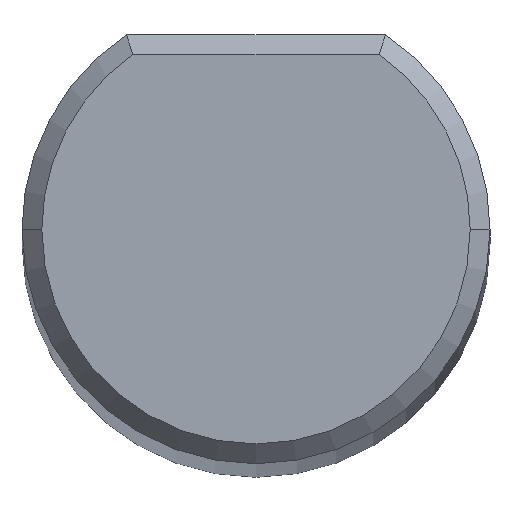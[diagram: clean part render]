
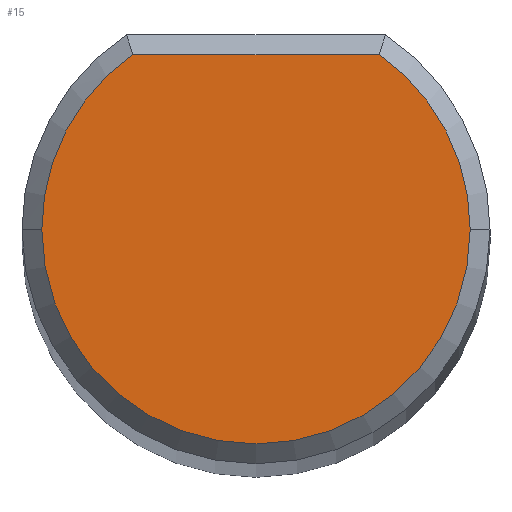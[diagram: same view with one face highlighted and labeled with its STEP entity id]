
A CAD part, top view. The second image highlights one B-rep face of the part: STEP entity #15.
In plain terms, the highlighted planar face has unit normal (0, 0, 1).
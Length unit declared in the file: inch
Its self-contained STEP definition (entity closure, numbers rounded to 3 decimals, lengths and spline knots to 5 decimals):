
#15 = ADVANCED_FACE ( 'NONE', ( #315 ), #93, .T. ) ;
#62 = DIRECTION ( 'NONE',  ( -1., 0., 0. ) ) ;
#70 = CARTESIAN_POINT ( 'NONE',  ( -0.10811, 0., 3.93701 ) ) ;
#79 = DIRECTION ( 'NONE',  ( 1., 0., 0. ) ) ;
#81 = DIRECTION ( 'NONE',  ( 0., 0., 1. ) ) ;
#82 = CARTESIAN_POINT ( 'NONE',  ( 0., 0., 3.93701 ) ) ;
#89 = DIRECTION ( 'NONE',  ( 1., 0., 0. ) ) ;
#90 = DIRECTION ( 'NONE',  ( 0., 0., 1. ) ) ;
#91 = CARTESIAN_POINT ( 'NONE',  ( 0., 0., 3.93701 ) ) ;
#93 = PLANE ( 'NONE',  #326 ) ;
#94 = CARTESIAN_POINT ( 'NONE',  ( -0.06529, 0.08843, 3.93701 ) ) ;
#99 = DIRECTION ( 'NONE',  ( 0., 0., 1. ) ) ;
#102 = DIRECTION ( 'NONE',  ( 1., 0., 0. ) ) ;
#104 = CARTESIAN_POINT ( 'NONE',  ( 0.0622, 0.08843, 3.93701 ) ) ;
#106 = CARTESIAN_POINT ( 'NONE',  ( 0., 0., 3.93701 ) ) ;
#163 = CARTESIAN_POINT ( 'NONE',  ( -0.0622, 0.08843, 3.93701 ) ) ;
#164 = DIRECTION ( 'NONE',  ( 1., 0., 0. ) ) ;
#166 = DIRECTION ( 'NONE',  ( 0., 0., 1. ) ) ;
#172 = CARTESIAN_POINT ( 'NONE',  ( 0., 0., 3.93701 ) ) ;
#173 = CIRCLE ( 'NONE', #297, 0.10811 ) ;
#192 = CIRCLE ( 'NONE', #309, 0.10811 ) ;
#202 = VECTOR ( 'NONE', #62, 39.37008 ) ;
#212 = LINE ( 'NONE', #94, #202 ) ;
#213 = CIRCLE ( 'NONE', #296, 0.10811 ) ;
#261 = CARTESIAN_POINT ( 'NONE',  ( 0.10811, 0., 3.93701 ) ) ;
#269 = ORIENTED_EDGE ( 'NONE', *, *, #375, .T. ) ;
#271 = VERTEX_POINT ( 'NONE', #261 ) ;
#272 = ORIENTED_EDGE ( 'NONE', *, *, #347, .T. ) ;
#274 = ORIENTED_EDGE ( 'NONE', *, *, #409, .T. ) ;
#296 = AXIS2_PLACEMENT_3D ( 'NONE', #82, #81, #79 ) ;
#297 = AXIS2_PLACEMENT_3D ( 'NONE', #91, #90, #89 ) ;
#306 = EDGE_LOOP ( 'NONE', ( #269, #329, #272, #274 ) ) ;
#309 = AXIS2_PLACEMENT_3D ( 'NONE', #172, #166, #164 ) ;
#315 = FACE_OUTER_BOUND ( 'NONE', #306, .T. ) ;
#326 = AXIS2_PLACEMENT_3D ( 'NONE', #106, #99, #102 ) ;
#329 = ORIENTED_EDGE ( 'NONE', *, *, #374, .T. ) ;
#347 = EDGE_CURVE ( 'NONE', #271, #377, #192, .T. ) ;
#352 = VERTEX_POINT ( 'NONE', #163 ) ;
#374 = EDGE_CURVE ( 'NONE', #398, #271, #173, .T. ) ;
#375 = EDGE_CURVE ( 'NONE', #352, #398, #213, .T. ) ;
#377 = VERTEX_POINT ( 'NONE', #104 ) ;
#398 = VERTEX_POINT ( 'NONE', #70 ) ;
#409 = EDGE_CURVE ( 'NONE', #377, #352, #212, .T. ) ;
